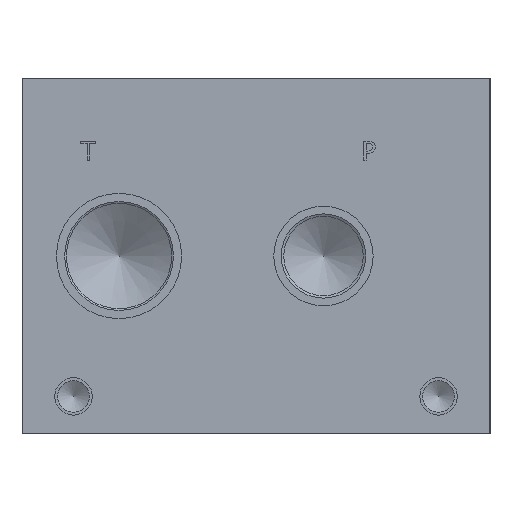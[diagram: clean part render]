
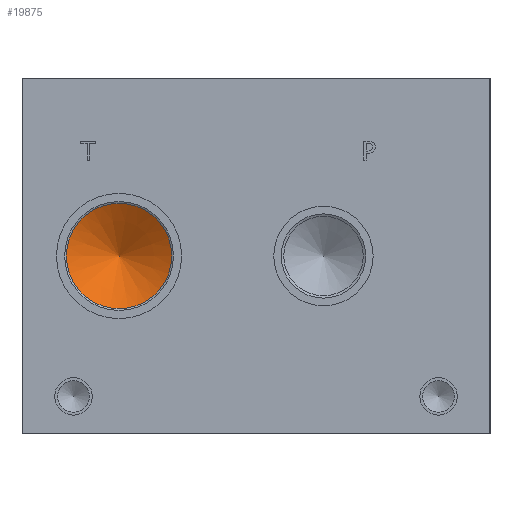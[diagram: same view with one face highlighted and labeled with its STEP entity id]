
A CAD part, left-side view. The second image highlights one B-rep face of the part: STEP entity #19875.
In plain terms, the highlighted conical face has half-angle 60 degrees and reference radius 8.928 mm.
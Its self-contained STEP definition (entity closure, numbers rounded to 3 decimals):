
#216=CONICAL_SURFACE('',#20844,8.928,1.047);
#655=CIRCLE('',#20845,17.856);
#656=CIRCLE('',#20846,17.856);
#2614=FACE_OUTER_BOUND('',#3769,.T.);
#3769=EDGE_LOOP('',(#16281,#16282,#16283,#16284));
#5667=LINE('',#33275,#7354);
#7354=VECTOR('',#24406,8.928);
#8963=VERTEX_POINT('',#33271);
#8964=VERTEX_POINT('',#33272);
#8965=VERTEX_POINT('',#33274);
#11589=EDGE_CURVE('',#8963,#8964,#655,.T.);
#11590=EDGE_CURVE('',#8964,#8965,#5667,.T.);
#11591=EDGE_CURVE('',#8964,#8963,#656,.T.);
#16281=ORIENTED_EDGE('',*,*,#11589,.T.);
#16282=ORIENTED_EDGE('',*,*,#11590,.T.);
#16283=ORIENTED_EDGE('',*,*,#11590,.F.);
#16284=ORIENTED_EDGE('',*,*,#11591,.T.);
#19875=ADVANCED_FACE('',(#2614),#216,.F.);
#20844=AXIS2_PLACEMENT_3D('',#33270,#24402,#24403);
#20845=AXIS2_PLACEMENT_3D('',#33273,#24404,#24405);
#20846=AXIS2_PLACEMENT_3D('',#33276,#24407,#24408);
#24402=DIRECTION('center_axis',(-1.,0.,0.));
#24403=DIRECTION('ref_axis',(0.,1.,0.));
#24404=DIRECTION('center_axis',(-1.,0.,0.));
#24405=DIRECTION('ref_axis',(0.,1.,0.));
#24406=DIRECTION('',(0.5,0.866,0.));
#24407=DIRECTION('center_axis',(-1.,0.,0.));
#24408=DIRECTION('ref_axis',(0.,1.,0.));
#33270=CARTESIAN_POINT('Origin',(46.365,125.832,60.325));
#33271=CARTESIAN_POINT('',(41.21,143.688,60.325));
#33272=CARTESIAN_POINT('',(41.21,107.975,60.325));
#33273=CARTESIAN_POINT('Origin',(41.21,125.832,60.325));
#33274=CARTESIAN_POINT('',(51.519,125.832,60.325));
#33275=CARTESIAN_POINT('',(46.365,116.904,60.325));
#33276=CARTESIAN_POINT('Origin',(41.21,125.832,60.325));
